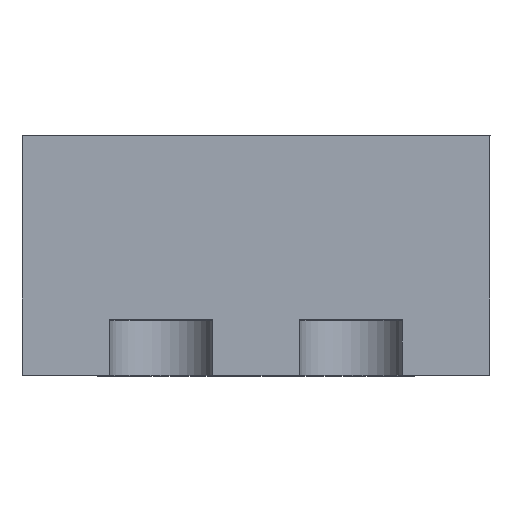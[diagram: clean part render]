
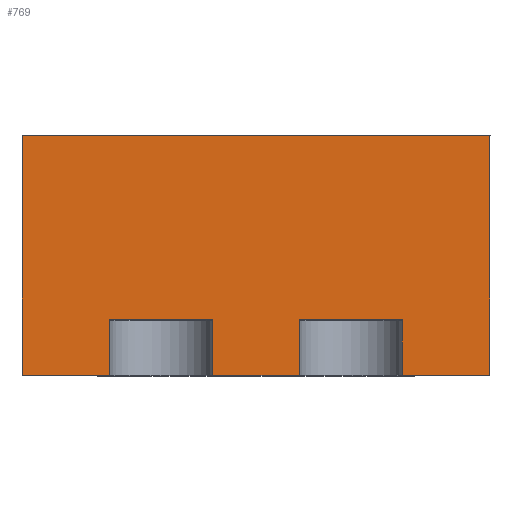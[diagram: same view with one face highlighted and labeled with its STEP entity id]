
A CAD part, top view. The second image highlights one B-rep face of the part: STEP entity #769.
In plain terms, the highlighted planar face has unit normal (0, 0, 1).
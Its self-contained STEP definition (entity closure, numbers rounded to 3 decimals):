
#81=FACE_OUTER_BOUND('',#125,.T.);
#125=EDGE_LOOP('',(#633,#634,#635,#636,#637,#638,#639,#640,#641,#642,#643,
#644));
#166=LINE('',#1101,#254);
#183=LINE('',#1149,#271);
#194=LINE('',#1176,#282);
#197=LINE('',#1184,#285);
#200=LINE('',#1192,#288);
#202=LINE('',#1196,#290);
#205=LINE('',#1202,#293);
#210=LINE('',#1211,#298);
#211=LINE('',#1214,#299);
#214=LINE('',#1223,#302);
#215=LINE('',#1225,#303);
#216=LINE('',#1226,#304);
#254=VECTOR('',#884,10.);
#271=VECTOR('',#931,10.);
#282=VECTOR('',#954,10.);
#285=VECTOR('',#959,10.);
#288=VECTOR('',#964,10.);
#290=VECTOR('',#968,10.);
#293=VECTOR('',#973,10.);
#298=VECTOR('',#980,10.);
#299=VECTOR('',#983,10.);
#302=VECTOR('',#996,10.);
#303=VECTOR('',#999,10.);
#304=VECTOR('',#1000,10.);
#340=VERTEX_POINT('',#1098);
#341=VERTEX_POINT('',#1100);
#357=VERTEX_POINT('',#1148);
#367=VERTEX_POINT('',#1175);
#370=VERTEX_POINT('',#1181);
#371=VERTEX_POINT('',#1183);
#374=VERTEX_POINT('',#1189);
#375=VERTEX_POINT('',#1191);
#376=VERTEX_POINT('',#1195);
#378=VERTEX_POINT('',#1201);
#381=VERTEX_POINT('',#1209);
#382=VERTEX_POINT('',#1213);
#417=EDGE_CURVE('',#341,#340,#166,.T.);
#441=EDGE_CURVE('',#357,#341,#183,.T.);
#455=EDGE_CURVE('',#367,#357,#194,.T.);
#459=EDGE_CURVE('',#371,#370,#197,.T.);
#463=EDGE_CURVE('',#375,#374,#200,.T.);
#465=EDGE_CURVE('',#376,#367,#202,.T.);
#468=EDGE_CURVE('',#370,#378,#205,.T.);
#473=EDGE_CURVE('',#374,#381,#210,.T.);
#474=EDGE_CURVE('',#382,#371,#211,.T.);
#479=EDGE_CURVE('',#340,#375,#214,.T.);
#480=EDGE_CURVE('',#381,#382,#215,.T.);
#481=EDGE_CURVE('',#378,#376,#216,.T.);
#633=ORIENTED_EDGE('',*,*,#465,.T.);
#634=ORIENTED_EDGE('',*,*,#455,.T.);
#635=ORIENTED_EDGE('',*,*,#441,.T.);
#636=ORIENTED_EDGE('',*,*,#417,.T.);
#637=ORIENTED_EDGE('',*,*,#479,.T.);
#638=ORIENTED_EDGE('',*,*,#463,.T.);
#639=ORIENTED_EDGE('',*,*,#473,.T.);
#640=ORIENTED_EDGE('',*,*,#480,.T.);
#641=ORIENTED_EDGE('',*,*,#474,.T.);
#642=ORIENTED_EDGE('',*,*,#459,.T.);
#643=ORIENTED_EDGE('',*,*,#468,.T.);
#644=ORIENTED_EDGE('',*,*,#481,.T.);
#734=PLANE('',#826);
#769=ADVANCED_FACE('',(#81),#734,.T.);
#826=AXIS2_PLACEMENT_3D('',#1224,#997,#998);
#884=DIRECTION('',(-1.,0.,0.));
#931=DIRECTION('',(0.,1.,0.));
#954=DIRECTION('',(1.,0.,0.));
#959=DIRECTION('',(1.,0.,0.));
#964=DIRECTION('',(1.,0.,0.));
#968=DIRECTION('',(0.,-1.,0.));
#973=DIRECTION('',(0.,1.,0.));
#980=DIRECTION('',(0.,1.,0.));
#983=DIRECTION('',(0.,-1.,0.));
#996=DIRECTION('',(0.,-1.,0.));
#997=DIRECTION('center_axis',(0.,0.,1.));
#998=DIRECTION('ref_axis',(1.,0.,0.));
#999=DIRECTION('',(1.,0.,0.));
#1000=DIRECTION('',(1.,0.,0.));
#1098=CARTESIAN_POINT('',(-12.7,108.298,46.361));
#1100=CARTESIAN_POINT('',(12.7,108.298,46.361));
#1101=CARTESIAN_POINT('',(13.5,108.298,46.361));
#1148=CARTESIAN_POINT('',(12.7,95.298,46.361));
#1149=CARTESIAN_POINT('',(12.7,101.798,46.361));
#1175=CARTESIAN_POINT('',(7.948,95.298,46.361));
#1176=CARTESIAN_POINT('',(-13.5,95.298,46.361));
#1181=CARTESIAN_POINT('',(2.348,95.298,46.361));
#1183=CARTESIAN_POINT('',(-2.352,95.298,46.361));
#1184=CARTESIAN_POINT('',(-13.5,95.298,46.361));
#1189=CARTESIAN_POINT('',(-7.952,95.298,46.361));
#1191=CARTESIAN_POINT('',(-12.7,95.298,46.361));
#1192=CARTESIAN_POINT('',(-13.5,95.298,46.361));
#1195=CARTESIAN_POINT('',(7.948,98.298,46.361));
#1196=CARTESIAN_POINT('',(7.948,98.548,46.361));
#1201=CARTESIAN_POINT('',(2.348,98.298,46.361));
#1202=CARTESIAN_POINT('',(2.348,98.548,46.361));
#1209=CARTESIAN_POINT('',(-7.952,98.298,46.361));
#1211=CARTESIAN_POINT('',(-7.952,98.548,46.361));
#1213=CARTESIAN_POINT('',(-2.352,98.298,46.361));
#1214=CARTESIAN_POINT('',(-2.352,98.548,46.361));
#1223=CARTESIAN_POINT('',(-12.7,101.798,46.361));
#1224=CARTESIAN_POINT('Origin',(0.,101.798,46.361));
#1225=CARTESIAN_POINT('',(0.,98.298,46.361));
#1226=CARTESIAN_POINT('',(0.,98.298,46.361));
